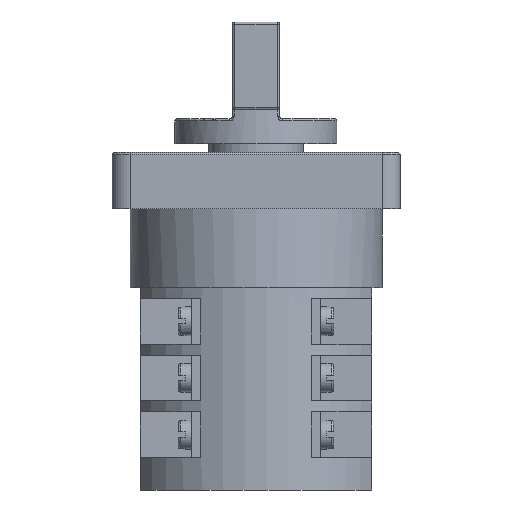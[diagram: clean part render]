
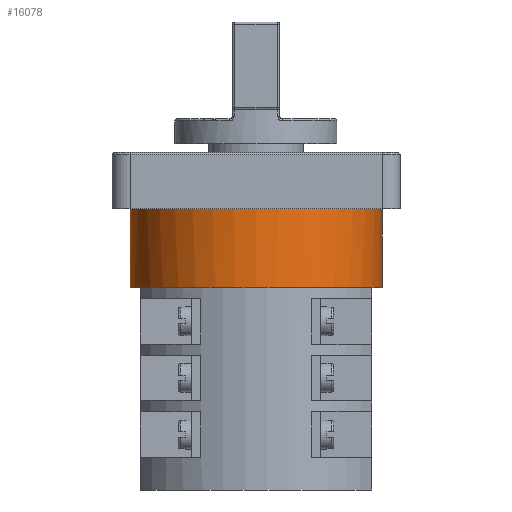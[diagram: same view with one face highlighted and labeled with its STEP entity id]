
A CAD part, front view. The second image highlights one B-rep face of the part: STEP entity #16078.
In plain terms, the highlighted cylindrical face has radius 28 mm (diameter 56 mm), a partial arc.
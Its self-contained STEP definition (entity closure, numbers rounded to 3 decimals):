
#9 = VERTEX_POINT ( 'NONE', #8140 ) ;
#586 = CARTESIAN_POINT ( 'NONE',  ( 28., 0., -30. ) ) ;
#1204 = CARTESIAN_POINT ( 'NONE',  ( -28., 0., -30. ) ) ;
#1319 = DIRECTION ( 'NONE',  ( -1., 0., 0. ) ) ;
#1387 = EDGE_CURVE ( 'NONE', #2765, #15676, #12104, .T. ) ;
#1510 = FACE_OUTER_BOUND ( 'NONE', #11111, .T. ) ;
#1556 = DIRECTION ( 'NONE',  ( 1., 0., 0. ) ) ;
#1663 = VERTEX_POINT ( 'NONE', #11281 ) ;
#1675 = LINE ( 'NONE', #586, #16111 ) ;
#2226 = CARTESIAN_POINT ( 'NONE',  ( 0., 0., -12.5 ) ) ;
#2351 = AXIS2_PLACEMENT_3D ( 'NONE', #15404, #5716, #1556 ) ;
#2765 = VERTEX_POINT ( 'NONE', #14254 ) ;
#3570 = DIRECTION ( 'NONE',  ( 0., 0., -1. ) ) ;
#3683 = ORIENTED_EDGE ( 'NONE', *, *, #10334, .F. ) ;
#4170 = ORIENTED_EDGE ( 'NONE', *, *, #12248, .F. ) ;
#4801 = ORIENTED_EDGE ( 'NONE', *, *, #1387, .T. ) ;
#4859 = DIRECTION ( 'NONE',  ( -1., 0., 0. ) ) ;
#5119 = VECTOR ( 'NONE', #6779, 1000. ) ;
#5716 = DIRECTION ( 'NONE',  ( 0., 0., 1. ) ) ;
#5763 = AXIS2_PLACEMENT_3D ( 'NONE', #2226, #15893, #4859 ) ;
#6550 = CIRCLE ( 'NONE', #15380, 28. ) ;
#6690 = DIRECTION ( 'NONE',  ( 0., 0., -1. ) ) ;
#6779 = DIRECTION ( 'NONE',  ( 0., 0., 1. ) ) ;
#6981 = EDGE_CURVE ( 'NONE', #15880, #15676, #15674, .T. ) ;
#7214 = EDGE_CURVE ( 'NONE', #12496, #2765, #1675, .T. ) ;
#7364 = CYLINDRICAL_SURFACE ( 'NONE', #2351, 28. ) ;
#7479 = ORIENTED_EDGE ( 'NONE', *, *, #12589, .F. ) ;
#8140 = CARTESIAN_POINT ( 'NONE',  ( -25.75, -10.997, -30. ) ) ;
#9347 = CARTESIAN_POINT ( 'NONE',  ( 0., 0., -30. ) ) ;
#9348 = CARTESIAN_POINT ( 'NONE',  ( 0., 0., -30. ) ) ;
#9559 = CIRCLE ( 'NONE', #10534, 28. ) ;
#9761 = CIRCLE ( 'NONE', #16077, 28. ) ;
#10334 = EDGE_CURVE ( 'NONE', #9, #15880, #6550, .T. ) ;
#10497 = DIRECTION ( 'NONE',  ( -1., 0., 0. ) ) ;
#10534 = AXIS2_PLACEMENT_3D ( 'NONE', #10822, #10880, #1319 ) ;
#10591 = CARTESIAN_POINT ( 'NONE',  ( -28., 0., -12.5 ) ) ;
#10822 = CARTESIAN_POINT ( 'NONE',  ( 0., 0., -30. ) ) ;
#10880 = DIRECTION ( 'NONE',  ( 0., 0., -1. ) ) ;
#11111 = EDGE_LOOP ( 'NONE', ( #13517, #3683, #7479, #4170, #15517, #4801 ) ) ;
#11281 = CARTESIAN_POINT ( 'NONE',  ( 25.75, -10.997, -30. ) ) ;
#12104 = CIRCLE ( 'NONE', #5763, 28. ) ;
#12248 = EDGE_CURVE ( 'NONE', #12496, #1663, #9559, .T. ) ;
#12496 = VERTEX_POINT ( 'NONE', #17235 ) ;
#12589 = EDGE_CURVE ( 'NONE', #1663, #9, #9761, .T. ) ;
#12930 = DIRECTION ( 'NONE',  ( 0., 0., 1. ) ) ;
#13517 = ORIENTED_EDGE ( 'NONE', *, *, #6981, .F. ) ;
#13571 = DIRECTION ( 'NONE',  ( -1., 0., 0. ) ) ;
#14254 = CARTESIAN_POINT ( 'NONE',  ( 28., 0., -12.5 ) ) ;
#15380 = AXIS2_PLACEMENT_3D ( 'NONE', #9347, #6690, #13571 ) ;
#15404 = CARTESIAN_POINT ( 'NONE',  ( 0., 0., -30. ) ) ;
#15517 = ORIENTED_EDGE ( 'NONE', *, *, #7214, .T. ) ;
#15674 = LINE ( 'NONE', #1204, #5119 ) ;
#15676 = VERTEX_POINT ( 'NONE', #10591 ) ;
#15880 = VERTEX_POINT ( 'NONE', #15965 ) ;
#15893 = DIRECTION ( 'NONE',  ( 0., 0., -1. ) ) ;
#15965 = CARTESIAN_POINT ( 'NONE',  ( -28., 0., -30. ) ) ;
#16077 = AXIS2_PLACEMENT_3D ( 'NONE', #9348, #3570, #10497 ) ;
#16078 = ADVANCED_FACE ( 'NONE', ( #1510 ), #7364, .T. ) ;
#16111 = VECTOR ( 'NONE', #12930, 1000. ) ;
#17235 = CARTESIAN_POINT ( 'NONE',  ( 28., 0., -30. ) ) ;
